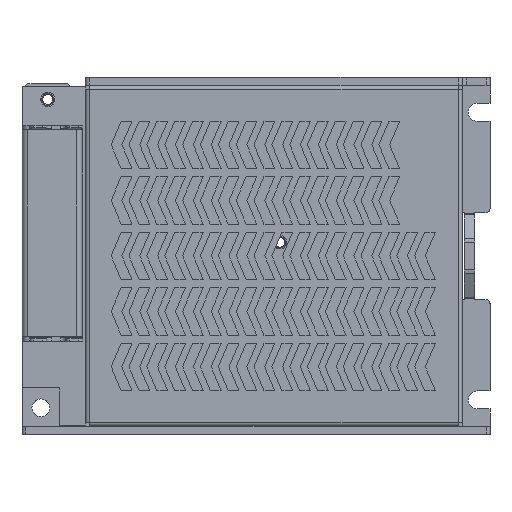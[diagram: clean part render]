
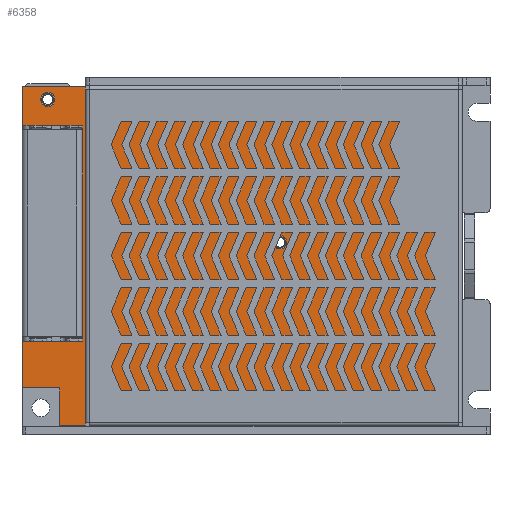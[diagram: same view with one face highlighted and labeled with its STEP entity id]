
A CAD part, top view. The second image highlights one B-rep face of the part: STEP entity #6358.
In plain terms, the highlighted planar face has unit normal (0, 0, 1).
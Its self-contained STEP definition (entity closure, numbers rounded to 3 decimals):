
#3445=FACE_BOUND('',#12013,.T.);
#3446=FACE_BOUND('',#12014,.T.);
#3447=FACE_BOUND('',#12015,.T.);
#4300=CIRCLE('',#42479,1.8);
#4301=CIRCLE('',#42480,1.7);
#6358=ADVANCED_FACE('',(#3445,#3446,#3447),#7673,.T.);
#7673=PLANE('',#42481);
#12013=EDGE_LOOP('',(#23481));
#12014=EDGE_LOOP('',(#23482));
#12015=EDGE_LOOP('',(#23483,#23484,#23485,#23486,#23487,#23488,#23489,#23490,
#23491,#23492));
#23481=ORIENTED_EDGE('',*,*,#33045,.T.);
#23482=ORIENTED_EDGE('',*,*,#33046,.T.);
#23483=ORIENTED_EDGE('',*,*,#33017,.T.);
#23484=ORIENTED_EDGE('',*,*,#33021,.T.);
#23485=ORIENTED_EDGE('',*,*,#33024,.T.);
#23486=ORIENTED_EDGE('',*,*,#33027,.T.);
#23487=ORIENTED_EDGE('',*,*,#33030,.T.);
#23488=ORIENTED_EDGE('',*,*,#33033,.T.);
#23489=ORIENTED_EDGE('',*,*,#33036,.T.);
#23490=ORIENTED_EDGE('',*,*,#33039,.T.);
#23491=ORIENTED_EDGE('',*,*,#33042,.T.);
#23492=ORIENTED_EDGE('',*,*,#33044,.T.);
#27284=VERTEX_POINT('',#68993);
#27285=VERTEX_POINT('',#68995);
#27287=VERTEX_POINT('',#69001);
#27289=VERTEX_POINT('',#69007);
#27291=VERTEX_POINT('',#69013);
#27293=VERTEX_POINT('',#69019);
#27295=VERTEX_POINT('',#69025);
#27297=VERTEX_POINT('',#69031);
#27299=VERTEX_POINT('',#69037);
#27301=VERTEX_POINT('',#69043);
#27302=VERTEX_POINT('',#69050);
#27303=VERTEX_POINT('',#69052);
#33017=EDGE_CURVE('',#27285,#27284,#36288,.T.);
#33021=EDGE_CURVE('',#27284,#27287,#36292,.T.);
#33024=EDGE_CURVE('',#27287,#27289,#36295,.T.);
#33027=EDGE_CURVE('',#27289,#27291,#36298,.T.);
#33030=EDGE_CURVE('',#27291,#27293,#36301,.T.);
#33033=EDGE_CURVE('',#27293,#27295,#36304,.T.);
#33036=EDGE_CURVE('',#27295,#27297,#36307,.T.);
#33039=EDGE_CURVE('',#27297,#27299,#36310,.T.);
#33042=EDGE_CURVE('',#27299,#27301,#36313,.T.);
#33044=EDGE_CURVE('',#27301,#27285,#36315,.T.);
#33045=EDGE_CURVE('',#27302,#27302,#4300,.T.);
#33046=EDGE_CURVE('',#27303,#27303,#4301,.T.);
#36288=LINE('',#68994,#39580);
#36292=LINE('',#69002,#39584);
#36295=LINE('',#69008,#39587);
#36298=LINE('',#69014,#39590);
#36301=LINE('',#69020,#39593);
#36304=LINE('',#69026,#39596);
#36307=LINE('',#69032,#39599);
#36310=LINE('',#69038,#39602);
#36313=LINE('',#69044,#39605);
#36315=LINE('',#69047,#39607);
#39580=VECTOR('',#51478,1.);
#39584=VECTOR('',#51484,1.);
#39587=VECTOR('',#51489,1.);
#39590=VECTOR('',#51494,1.);
#39593=VECTOR('',#51499,1.);
#39596=VECTOR('',#51504,1.);
#39599=VECTOR('',#51509,1.);
#39602=VECTOR('',#51514,1.);
#39605=VECTOR('',#51519,1.);
#39607=VECTOR('',#51523,1.);
#42479=AXIS2_PLACEMENT_3D('',#69049,#51526,#51527);
#42480=AXIS2_PLACEMENT_3D('',#69051,#51528,#51529);
#42481=AXIS2_PLACEMENT_3D('',#69053,#51530,#51531);
#51478=DIRECTION('',(0.,-1.,0.));
#51484=DIRECTION('',(1.,0.,0.));
#51489=DIRECTION('',(0.,1.,0.));
#51494=DIRECTION('',(-0.832,0.555,0.));
#51499=DIRECTION('',(0.,1.,0.));
#51504=DIRECTION('',(0.832,0.555,0.));
#51509=DIRECTION('',(0.,1.,0.));
#51514=DIRECTION('',(-1.,0.,0.));
#51519=DIRECTION('',(0.,-1.,0.));
#51523=DIRECTION('',(-1.,0.,0.));
#51526=DIRECTION('',(0.,0.,-1.));
#51527=DIRECTION('',(1.,0.,0.));
#51528=DIRECTION('',(0.,0.,-1.));
#51529=DIRECTION('',(1.,0.,0.));
#51530=DIRECTION('',(0.,0.,1.));
#51531=DIRECTION('',(1.,0.,0.));
#68993=CARTESIAN_POINT('',(-42.75,-55.,1.6));
#68994=CARTESIAN_POINT('',(-42.75,45.5,1.6));
#68995=CARTESIAN_POINT('',(-42.75,45.5,1.6));
#69001=CARTESIAN_POINT('',(42.75,-55.,1.6));
#69002=CARTESIAN_POINT('',(-42.75,-55.,1.6));
#69007=CARTESIAN_POINT('',(42.75,-39.5,1.6));
#69008=CARTESIAN_POINT('',(42.75,-55.,1.6));
#69013=CARTESIAN_POINT('',(39.75,-37.5,1.6));
#69014=CARTESIAN_POINT('',(42.75,-39.5,1.6));
#69019=CARTESIAN_POINT('',(39.75,3.7,1.6));
#69020=CARTESIAN_POINT('',(39.75,-37.5,1.6));
#69025=CARTESIAN_POINT('',(42.75,5.7,1.6));
#69026=CARTESIAN_POINT('',(39.75,3.7,1.6));
#69031=CARTESIAN_POINT('',(42.75,55.,1.6));
#69032=CARTESIAN_POINT('',(42.75,5.7,1.6));
#69037=CARTESIAN_POINT('',(-33.25,55.,1.6));
#69038=CARTESIAN_POINT('',(42.75,55.,1.6));
#69043=CARTESIAN_POINT('',(-33.25,45.5,1.6));
#69044=CARTESIAN_POINT('',(-33.25,55.,1.6));
#69047=CARTESIAN_POINT('',(-33.25,45.5,1.6));
#69049=CARTESIAN_POINT('',(39.5,48.5,1.6));
#69050=CARTESIAN_POINT('',(41.3,48.5,1.6));
#69051=CARTESIAN_POINT('',(3.5,-10.,1.6));
#69052=CARTESIAN_POINT('',(5.2,-10.,1.6));
#69053=CARTESIAN_POINT('',(0.,0.,1.6));
